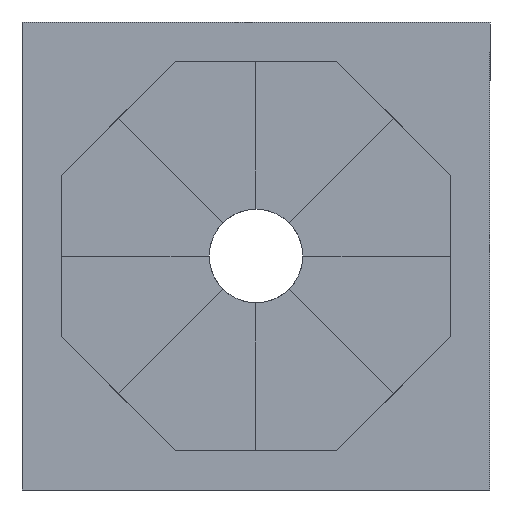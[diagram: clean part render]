
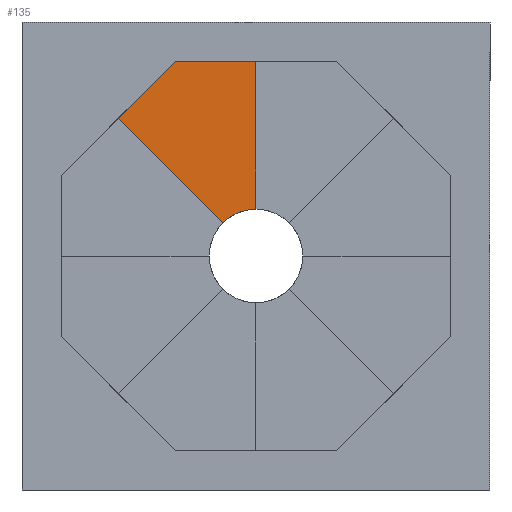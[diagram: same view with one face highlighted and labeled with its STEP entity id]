
A CAD part, front view. The second image highlights one B-rep face of the part: STEP entity #135.
In plain terms, the highlighted free-form (B-spline) face has degree [1, 1] with [2, 2] control points.
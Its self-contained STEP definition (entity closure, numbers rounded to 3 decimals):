
#135=ADVANCED_FACE('',(#501),#10261,.T.);
#501=FACE_OUTER_BOUND('',#867,.T.);
#867=EDGE_LOOP('',(#1311,#1312,#1313,#1314,#1315));
#1311=ORIENTED_EDGE('',*,*,#6801,.F.);
#1312=ORIENTED_EDGE('',*,*,#6797,.F.);
#1313=ORIENTED_EDGE('',*,*,#6792,.F.);
#1314=ORIENTED_EDGE('',*,*,#6796,.F.);
#1315=ORIENTED_EDGE('',*,*,#6807,.F.);
#2761=(
BOUNDED_CURVE()
B_SPLINE_CURVE(2,(#11011,#11012,#11013),.UNSPECIFIED.,.F.,.F.)
B_SPLINE_CURVE_WITH_KNOTS((3,3),(-89.425,-87.854),
 .UNSPECIFIED.)
CURVE()
GEOMETRIC_REPRESENTATION_ITEM()
RATIONAL_B_SPLINE_CURVE((1.,0.924,1.))
REPRESENTATION_ITEM('')
);
#2763=(
BOUNDED_CURVE()
B_SPLINE_CURVE(2,(#11141,#11142,#11143),.UNSPECIFIED.,.F.,.F.)
B_SPLINE_CURVE_WITH_KNOTS((3,3),(-89.425,-87.854),
 .UNSPECIFIED.)
CURVE()
GEOMETRIC_REPRESENTATION_ITEM()
RATIONAL_B_SPLINE_CURVE((1.,0.924,1.))
REPRESENTATION_ITEM('')
);
#2958=PCURVE('',#10209,#4502);
#2963=PCURVE('',#10252,#4507);
#2966=PCURVE('',#10253,#4510);
#2975=PCURVE('',#10255,#4519);
#2983=PCURVE('',#10257,#4527);
#2999=PCURVE('',#10261,#4543);
#3000=PCURVE('',#10261,#4544);
#3001=PCURVE('',#10261,#4545);
#3002=PCURVE('',#10261,#4546);
#3003=PCURVE('',#10261,#4547);
#4502=DEFINITIONAL_REPRESENTATION('',(#7617),#17893);
#4507=DEFINITIONAL_REPRESENTATION('',(#7626),#17893);
#4510=DEFINITIONAL_REPRESENTATION('',(#7630),#17893);
#4519=DEFINITIONAL_REPRESENTATION('',(#7642),#17893);
#4527=DEFINITIONAL_REPRESENTATION('',(#7656),#17893);
#4543=DEFINITIONAL_REPRESENTATION('',(#7676),#17893);
#4544=DEFINITIONAL_REPRESENTATION('',(#7677),#17893);
#4545=DEFINITIONAL_REPRESENTATION('',(#2763),#17893);
#4546=DEFINITIONAL_REPRESENTATION('',(#7678),#17893);
#4547=DEFINITIONAL_REPRESENTATION('',(#7679),#17893);
#6020=SURFACE_CURVE('',#2761,(#2958,#3001),.PCURVE_S1.);
#6024=SURFACE_CURVE('',#7625,(#2963,#3002),.PCURVE_S1.);
#6025=SURFACE_CURVE('',#7629,(#2966,#3000),.PCURVE_S1.);
#6029=SURFACE_CURVE('',#7641,(#2975,#2999),.PCURVE_S1.);
#6035=SURFACE_CURVE('',#7655,(#2983,#3003),.PCURVE_S1.);
#6792=EDGE_CURVE('',#9722,#9723,#6020,.T.);
#6796=EDGE_CURVE('',#9733,#9722,#6024,.T.);
#6797=EDGE_CURVE('',#9723,#9734,#6025,.T.);
#6801=EDGE_CURVE('',#9734,#9735,#6029,.T.);
#6807=EDGE_CURVE('',#9735,#9733,#6035,.T.);
#7617=B_SPLINE_CURVE_WITH_KNOTS('',1,(#11014,#11015),.UNSPECIFIED.,.F.,
 .F.,(2,2),(-89.425,-87.854),.UNSPECIFIED.);
#7625=B_SPLINE_CURVE_WITH_KNOTS('',1,(#11032,#11033),.UNSPECIFIED.,.F.,
 .F.,(2,2),(-8.315,-2.),.UNSPECIFIED.);
#7626=B_SPLINE_CURVE_WITH_KNOTS('',1,(#11034,#11035),.UNSPECIFIED.,.F.,
 .F.,(2,2),(-8.315,-2.),.UNSPECIFIED.);
#7629=B_SPLINE_CURVE_WITH_KNOTS('',1,(#11040,#11041),.UNSPECIFIED.,.F.,
 .F.,(2,2),(18.971,25.285),.UNSPECIFIED.);
#7630=B_SPLINE_CURVE_WITH_KNOTS('',1,(#11042,#11043),.UNSPECIFIED.,.F.,
 .F.,(2,2),(18.971,25.285),.UNSPECIFIED.);
#7641=B_SPLINE_CURVE_WITH_KNOTS('',1,(#11067,#11068),.UNSPECIFIED.,.F.,
 .F.,(2,2),(131.662,135.106),.UNSPECIFIED.);
#7642=B_SPLINE_CURVE_WITH_KNOTS('',1,(#11069,#11070),.UNSPECIFIED.,.F.,
 .F.,(2,2),(131.662,135.106),.UNSPECIFIED.);
#7655=B_SPLINE_CURVE_WITH_KNOTS('',1,(#11095,#11096),.UNSPECIFIED.,.F.,
 .F.,(2,2),(80.,83.444),.UNSPECIFIED.);
#7656=B_SPLINE_CURVE_WITH_KNOTS('',1,(#11097,#11098),.UNSPECIFIED.,.F.,
 .F.,(2,2),(80.,83.444),.UNSPECIFIED.);
#7676=B_SPLINE_CURVE_WITH_KNOTS('',1,(#11137,#11138),.UNSPECIFIED.,.F.,
 .F.,(2,2),(131.662,135.106),.UNSPECIFIED.);
#7677=B_SPLINE_CURVE_WITH_KNOTS('',1,(#11139,#11140),.UNSPECIFIED.,.F.,
 .F.,(2,2),(18.971,25.285),.UNSPECIFIED.);
#7678=B_SPLINE_CURVE_WITH_KNOTS('',1,(#11144,#11145),.UNSPECIFIED.,.F.,
 .F.,(2,2),(-8.315,-2.),.UNSPECIFIED.);
#7679=B_SPLINE_CURVE_WITH_KNOTS('',1,(#11146,#11147),.UNSPECIFIED.,.F.,
 .F.,(2,2),(80.,83.444),.UNSPECIFIED.);
#9722=VERTEX_POINT('',#10972);
#9723=VERTEX_POINT('',#10973);
#9733=VERTEX_POINT('',#10983);
#9734=VERTEX_POINT('',#10984);
#9735=VERTEX_POINT('',#10985);
#10209=(
BOUNDED_SURFACE()
B_SPLINE_SURFACE(2,1,((#10912,#10913),(#10914,#10915),(#10916,#10917),(#10918,
#10919),(#10920,#10921),(#10922,#10923),(#10924,#10925),(#10926,#10927),
(#10928,#10929)),.UNSPECIFIED.,.T.,.F.,.F.)
B_SPLINE_SURFACE_WITH_KNOTS((3,2,2,2,3),(2,2),(80.,83.142,
86.283,89.425,92.566),(0.,34.),
 .UNSPECIFIED.)
GEOMETRIC_REPRESENTATION_ITEM()
RATIONAL_B_SPLINE_SURFACE(((1.,1.),(0.707,0.707),
(1.,1.),(0.707,0.707),(1.,1.),(0.707,
0.707),(1.,1.),(0.707,0.707),(1.,1.)))
REPRESENTATION_ITEM('')
SURFACE()
);
#10252=B_SPLINE_SURFACE_WITH_KNOTS('',1,1,((#10930,#10931),(#10932,#10933)),
 .UNSPECIFIED.,.F.,.F.,.F.,(2,2),(2,2),(0.,64.),(0.,24.),.UNSPECIFIED.);
#10253=B_SPLINE_SURFACE_WITH_KNOTS('',1,1,((#10934,#10935),(#10936,#10937)),
 .UNSPECIFIED.,.F.,.F.,.F.,(2,2),(2,2),(0.,64.),(0.,33.941),
 .UNSPECIFIED.);
#10255=B_SPLINE_SURFACE_WITH_KNOTS('',1,1,((#10942,#10943),(#10944,#10945)),
 .UNSPECIFIED.,.F.,.F.,.F.,(2,2),(2,2),(128.218,135.106),
(0.,26.),.UNSPECIFIED.);
#10257=B_SPLINE_SURFACE_WITH_KNOTS('',1,1,((#10950,#10951),(#10952,#10953)),
 .UNSPECIFIED.,.F.,.F.,.F.,(2,2),(2,2),(80.,86.888),
(0.,26.),.UNSPECIFIED.);
#10261=B_SPLINE_SURFACE_WITH_KNOTS('',1,1,((#10966,#10967),(#10968,#10969)),
 .UNSPECIFIED.,.F.,.F.,.F.,(2,2),(2,2),(-12.,8.),
(-10.,10.),.UNSPECIFIED.);
#10912=CARTESIAN_POINT('',(2.,176.,0.));
#10913=CARTESIAN_POINT('',(2.,142.,0.));
#10914=CARTESIAN_POINT('',(2.,176.,-2.));
#10915=CARTESIAN_POINT('',(2.,142.,-2.));
#10916=CARTESIAN_POINT('',(0.,176.,-2.));
#10917=CARTESIAN_POINT('',(0.,142.,-2.));
#10918=CARTESIAN_POINT('',(-2.,176.,-2.));
#10919=CARTESIAN_POINT('',(-2.,142.,-2.));
#10920=CARTESIAN_POINT('',(-2.,176.,0.));
#10921=CARTESIAN_POINT('',(-2.,142.,0.));
#10922=CARTESIAN_POINT('',(-2.,176.,2.));
#10923=CARTESIAN_POINT('',(-2.,142.,2.));
#10924=CARTESIAN_POINT('',(0.,176.,2.));
#10925=CARTESIAN_POINT('',(0.,142.,2.));
#10926=CARTESIAN_POINT('',(2.,176.,2.));
#10927=CARTESIAN_POINT('',(2.,142.,2.));
#10928=CARTESIAN_POINT('',(2.,176.,0.));
#10929=CARTESIAN_POINT('',(2.,142.,0.));
#10930=CARTESIAN_POINT('',(0.,114.,-12.));
#10931=CARTESIAN_POINT('',(0.,114.,12.));
#10932=CARTESIAN_POINT('',(0.,178.,-12.));
#10933=CARTESIAN_POINT('',(0.,178.,12.));
#10934=CARTESIAN_POINT('',(12.,178.,-12.));
#10935=CARTESIAN_POINT('',(-12.,178.,12.));
#10936=CARTESIAN_POINT('',(12.,114.,-12.));
#10937=CARTESIAN_POINT('',(-12.,114.,12.));
#10942=CARTESIAN_POINT('',(-8.315,142.,3.444));
#10943=CARTESIAN_POINT('',(-8.315,116.,3.444));
#10944=CARTESIAN_POINT('',(-3.444,142.,8.315));
#10945=CARTESIAN_POINT('',(-3.444,116.,8.315));
#10950=CARTESIAN_POINT('',(-3.444,142.,8.315));
#10951=CARTESIAN_POINT('',(-3.444,116.,8.315));
#10952=CARTESIAN_POINT('',(3.444,142.,8.315));
#10953=CARTESIAN_POINT('',(3.444,116.,8.315));
#10966=CARTESIAN_POINT('',(-10.,142.,-10.));
#10967=CARTESIAN_POINT('',(-10.,142.,10.));
#10968=CARTESIAN_POINT('',(10.,142.,-10.));
#10969=CARTESIAN_POINT('',(10.,142.,10.));
#10972=CARTESIAN_POINT('',(0.,142.,2.));
#10973=CARTESIAN_POINT('',(-1.414,142.,1.414));
#10983=CARTESIAN_POINT('',(0.,142.,8.315));
#10984=CARTESIAN_POINT('',(-5.88,142.,5.88));
#10985=CARTESIAN_POINT('',(-3.444,142.,8.315));
#11011=CARTESIAN_POINT('',(0.,142.,2.));
#11012=CARTESIAN_POINT('',(-0.828,142.,2.));
#11013=CARTESIAN_POINT('',(-1.414,142.,1.414));
#11014=CARTESIAN_POINT('',(89.425,34.));
#11015=CARTESIAN_POINT('',(87.854,34.));
#11032=CARTESIAN_POINT('',(0.,142.,8.315));
#11033=CARTESIAN_POINT('',(0.,142.,2.));
#11034=CARTESIAN_POINT('',(28.,20.315));
#11035=CARTESIAN_POINT('',(28.,14.));
#11040=CARTESIAN_POINT('',(-1.414,142.,1.414));
#11041=CARTESIAN_POINT('',(-5.88,142.,5.88));
#11042=CARTESIAN_POINT('',(36.,18.971));
#11043=CARTESIAN_POINT('',(36.,25.285));
#11067=CARTESIAN_POINT('',(-5.88,142.,5.88));
#11068=CARTESIAN_POINT('',(-3.444,142.,8.315));
#11069=CARTESIAN_POINT('',(131.662,0.));
#11070=CARTESIAN_POINT('',(135.106,0.));
#11095=CARTESIAN_POINT('',(-3.444,142.,8.315));
#11096=CARTESIAN_POINT('',(0.,142.,8.315));
#11097=CARTESIAN_POINT('',(80.,0.));
#11098=CARTESIAN_POINT('',(83.444,0.));
#11137=CARTESIAN_POINT('',(-7.88,5.88));
#11138=CARTESIAN_POINT('',(-5.444,8.315));
#11139=CARTESIAN_POINT('',(-3.414,1.414));
#11140=CARTESIAN_POINT('',(-7.88,5.88));
#11141=CARTESIAN_POINT('',(-2.,2.));
#11142=CARTESIAN_POINT('',(-2.828,2.));
#11143=CARTESIAN_POINT('',(-3.414,1.414));
#11144=CARTESIAN_POINT('',(-2.,8.315));
#11145=CARTESIAN_POINT('',(-2.,2.));
#11146=CARTESIAN_POINT('',(-5.444,8.315));
#11147=CARTESIAN_POINT('',(-2.,8.315));
#17893=(
GEOMETRIC_REPRESENTATION_CONTEXT(2)
PARAMETRIC_REPRESENTATION_CONTEXT()
REPRESENTATION_CONTEXT('pspace','')
);
